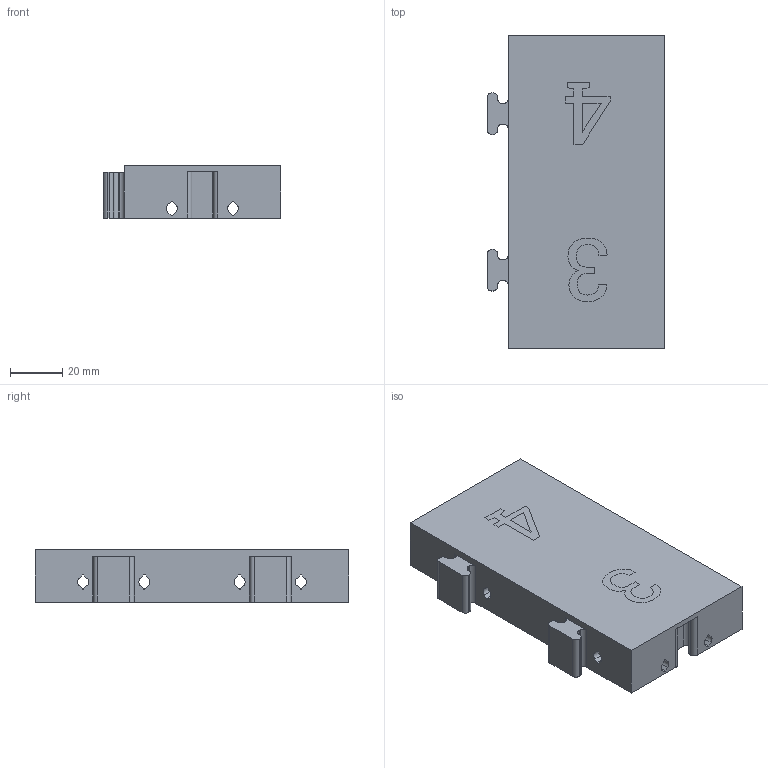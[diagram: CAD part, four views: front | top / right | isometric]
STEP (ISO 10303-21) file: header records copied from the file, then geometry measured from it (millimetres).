
FILE_DESCRIPTION(/* description */ ('STEP AP242','CAx-IF Rec.Pracs.---Representation and Presentation of Product Manufacturing Information (PMI)---4.0---2014-10-13','CAx-IF Rec.Pracs.---3D Tessellated Geometry---0.4---2014-09-14','2;1'),/* implementation_level */ '2;1');
FILE_NAME(/* name */ '68b4a0ab4b8ab12b40e18f52',/* time_stamp */ '2025-08-31T19:21:16Z',/* author */ (''),/* organization */ (''),/* preprocessor_version */ 'ST-DEVELOPER v20',/* originating_system */ 'ONSHAPE BY PTC INC, 1.203',/* authorisation */ ' ');
FILE_SCHEMA (('AP242_MANAGED_MODEL_BASED_3D_ENGINEERING_MIM_LF { 1 0 10303 442 1 1 4 }'));
Length unit declared in the file: metre
Products named in the file (3): FE2x1-TQFS-MagEdgeChessCoord-34; Part 218; Part 220
Bounding box: 67.97 x 119.95 x 20 mm (x, y, z)
Volume: 132644.9 mm3; surface area: 32904.3 mm2
Topology: 3 solids, 3 shells, 273 faces, 825 edges, 548 vertices
Faces by surface type: plane 157, cylinder 66, bspline 48, cone 2
Full cylindrical faces by diameter (mm): 14 x2
Entity records: 9587 total; most frequent: CARTESIAN_POINT 2301, ORIENTED_EDGE 1642, DIRECTION 1315, EDGE_CURVE 821, VERTEX_POINT 548, LINE 527, VECTOR 527, AXIS2_PLACEMENT_3D 394
